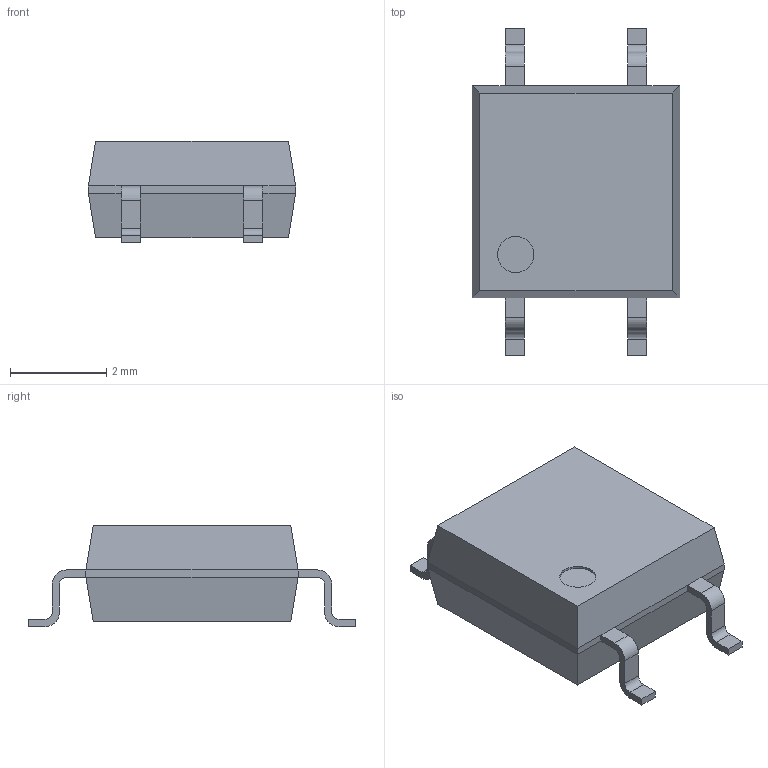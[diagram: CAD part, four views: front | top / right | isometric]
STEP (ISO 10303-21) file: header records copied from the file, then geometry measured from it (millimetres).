
FILE_DESCRIPTION(('FreeCAD Model'),'2;1');
FILE_NAME('4-SOP.step','2018-02-15T08:26:09',( 'kicad StepUp'),('ksu MCAD'),'Open CASCADE STEP processor 6.8', 'FreeCAD','Unknown');
FILE_SCHEMA(('AUTOMOTIVE_DESIGN_CC2 { 1 2 10303 214 -1 1 5 4 }'));
Length unit declared in the file: millimetre
Products named in the file (1): 4-SOP
Bounding box: 4.3 x 6.8 x 2.1 mm (x, y, z)
Volume: 35.9 mm3; surface area: 76 mm2
Topology: 1 solids, 1 shells, 73 faces, 188 edges, 118 vertices
Faces by surface type: plane 55, cylinder 18
Entity records: 2709 total; most frequent: CARTESIAN_POINT 380, ORIENTED_EDGE 376, DIRECTION 374, EDGE_CURVE 188, LINE 150, VECTOR 150, VERTEX_POINT 118, AXIS2_PLACEMENT_3D 112
